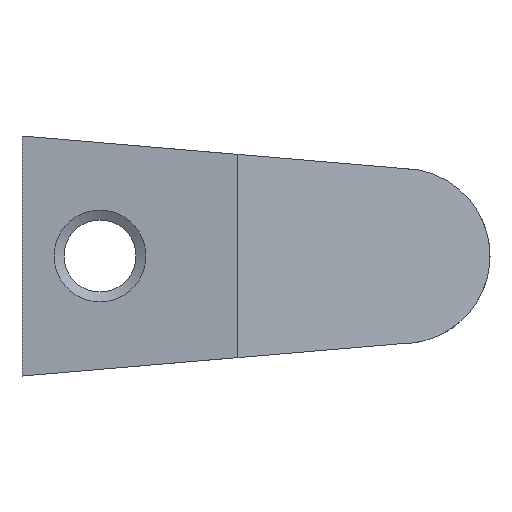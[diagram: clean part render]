
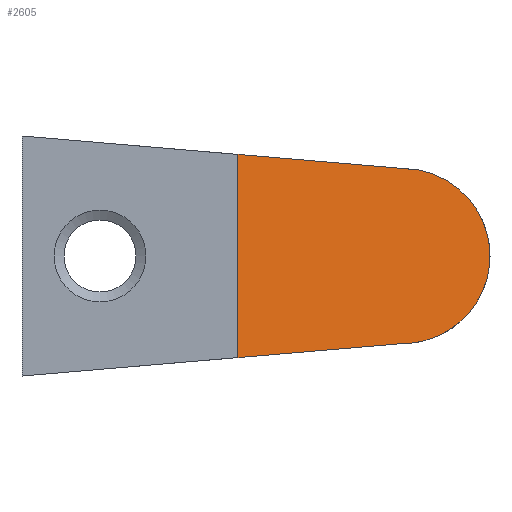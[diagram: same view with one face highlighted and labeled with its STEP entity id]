
A CAD part, front view. The second image highlights one B-rep face of the part: STEP entity #2605.
In plain terms, the highlighted planar face has unit normal (0.253, -0.967, 0).
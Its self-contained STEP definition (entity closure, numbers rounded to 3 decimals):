
#68 = EDGE_CURVE ( 'NONE', #998, #269, #341, .T. ) ;
#135 = LINE ( 'NONE', #1652, #2481 ) ;
#163 = CARTESIAN_POINT ( 'NONE',  ( 33.822, 5.846, -6.562 ) ) ;
#200 = DIRECTION ( 'NONE',  ( -0.964, -0.253, 0.082 ) ) ;
#245 = ORIENTED_EDGE ( 'NONE', *, *, #68, .F. ) ;
#269 = VERTEX_POINT ( 'NONE', #1237 ) ;
#304 = ORIENTED_EDGE ( 'NONE', *, *, #2924, .T. ) ;
#341 =( BOUNDED_CURVE ( )  B_SPLINE_CURVE ( 3, ( #565, #2533, #1304, #1588 ),
 .UNSPECIFIED., .F., .T. ) 
 B_SPLINE_CURVE_WITH_KNOTS ( ( 4, 4 ),
 ( 1.571, 4.712 ),
 .UNSPECIFIED. ) 
 CURVE ( )  GEOMETRIC_REPRESENTATION_ITEM ( )  RATIONAL_B_SPLINE_CURVE ( ( 1., 0.333, 0.333, 1. ) ) 
 REPRESENTATION_ITEM ( '' )  );
#347 = AXIS2_PLACEMENT_3D ( 'NONE', #2861, #1065, #1738 ) ;
#394 = LINE ( 'NONE', #163, #2599 ) ;
#461 = VERTEX_POINT ( 'NONE', #1149 ) ;
#565 = CARTESIAN_POINT ( 'NONE',  ( 25.203, 3.589, 7.297 ) ) ;
#843 = CARTESIAN_POINT ( 'NONE',  ( 11.5, 0., -8.465 ) ) ;
#942 = DIRECTION ( 'NONE',  ( 0., 0., -1. ) ) ;
#998 = VERTEX_POINT ( 'NONE', #2018 ) ;
#1065 = DIRECTION ( 'NONE',  ( -0.253, 0.967, 0. ) ) ;
#1147 = DIRECTION ( 'NONE',  ( -0.964, -0.253, -0.082 ) ) ;
#1149 = CARTESIAN_POINT ( 'NONE',  ( 11.5, 0., 8.465 ) ) ;
#1237 = CARTESIAN_POINT ( 'NONE',  ( 25.203, 3.589, -7.297 ) ) ;
#1283 = EDGE_LOOP ( 'NONE', ( #1899, #245, #2559, #304 ) ) ;
#1304 = CARTESIAN_POINT ( 'NONE',  ( 39.797, 7.411, -7.297 ) ) ;
#1504 = EDGE_CURVE ( 'NONE', #269, #2410, #394, .T. ) ;
#1588 = CARTESIAN_POINT ( 'NONE',  ( 25.203, 3.589, -7.297 ) ) ;
#1652 = CARTESIAN_POINT ( 'NONE',  ( 32.236, 5.431, 6.697 ) ) ;
#1738 = DIRECTION ( 'NONE',  ( -0.967, -0.253, 0. ) ) ;
#1838 = PLANE ( 'NONE',  #347 ) ;
#1869 = EDGE_CURVE ( 'NONE', #998, #461, #135, .T. ) ;
#1899 = ORIENTED_EDGE ( 'NONE', *, *, #1504, .F. ) ;
#1946 = VECTOR ( 'NONE', #942, 1000. ) ;
#2018 = CARTESIAN_POINT ( 'NONE',  ( 25.203, 3.589, 7.297 ) ) ;
#2197 = FACE_OUTER_BOUND ( 'NONE', #1283, .T. ) ;
#2251 = CARTESIAN_POINT ( 'NONE',  ( 11.5, 0., 10. ) ) ;
#2410 = VERTEX_POINT ( 'NONE', #843 ) ;
#2481 = VECTOR ( 'NONE', #200, 1000. ) ;
#2533 = CARTESIAN_POINT ( 'NONE',  ( 39.797, 7.411, 7.297 ) ) ;
#2538 = LINE ( 'NONE', #2251, #1946 ) ;
#2559 = ORIENTED_EDGE ( 'NONE', *, *, #1869, .T. ) ;
#2599 = VECTOR ( 'NONE', #1147, 1000. ) ;
#2605 = ADVANCED_FACE ( 'NONE', ( #2197 ), #1838, .F. ) ;
#2861 = CARTESIAN_POINT ( 'NONE',  ( 32.5, 5.5, 10. ) ) ;
#2924 = EDGE_CURVE ( 'NONE', #461, #2410, #2538, .T. ) ;
